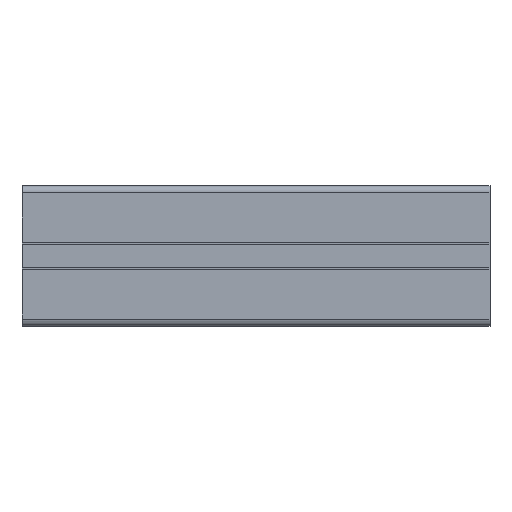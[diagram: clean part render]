
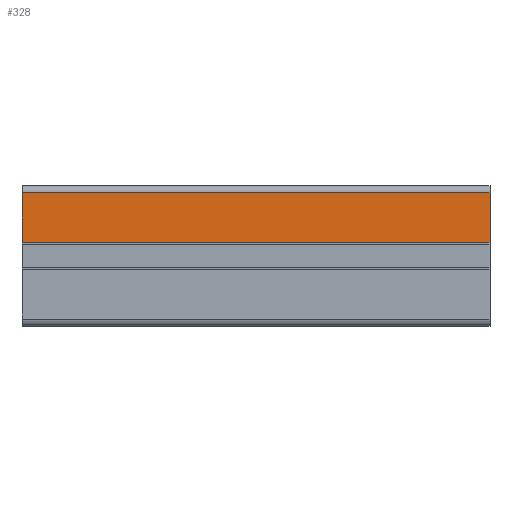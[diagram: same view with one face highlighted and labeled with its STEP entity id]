
A CAD part, top view. The second image highlights one B-rep face of the part: STEP entity #328.
In plain terms, the highlighted planar face has unit normal (0, 0, 1).
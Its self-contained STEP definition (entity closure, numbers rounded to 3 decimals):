
#175 = EDGE_LOOP ( 'NONE', ( #1863, #1850, #1826, #1827 ) ) ;
#328 = ADVANCED_FACE ( 'NONE', ( #2063 ), #1542, .T. ) ;
#739 = VERTEX_POINT ( 'NONE', #3932 ) ;
#740 = VERTEX_POINT ( 'NONE', #3931 ) ;
#758 = VERTEX_POINT ( 'NONE', #3916 ) ;
#762 = VERTEX_POINT ( 'NONE', #3912 ) ;
#1541 = CARTESIAN_POINT ( 'NONE',  ( -284.853, 27., 30. ) ) ;
#1542 = PLANE ( 'NONE',  #2833 ) ;
#1544 = DIRECTION ( 'NONE',  ( 0., 0., 1. ) ) ;
#1545 = DIRECTION ( 'NONE',  ( 0., -1., 0. ) ) ;
#1826 = ORIENTED_EDGE ( 'NONE', *, *, #2364, .F. ) ;
#1827 = ORIENTED_EDGE ( 'NONE', *, *, #2298, .F. ) ;
#1850 = ORIENTED_EDGE ( 'NONE', *, *, #2353, .T. ) ;
#1863 = ORIENTED_EDGE ( 'NONE', *, *, #2363, .F. ) ;
#2063 = FACE_OUTER_BOUND ( 'NONE', #175, .T. ) ;
#2164 = LINE ( 'NONE', #4103, #2165 ) ;
#2165 = VECTOR ( 'NONE', #4104, 1000. ) ;
#2298 = EDGE_CURVE ( 'NONE', #762, #758, #2164, .T. ) ;
#2353 = EDGE_CURVE ( 'NONE', #739, #740, #2915, .T. ) ;
#2363 = EDGE_CURVE ( 'NONE', #739, #762, #2928, .T. ) ;
#2364 = EDGE_CURVE ( 'NONE', #758, #740, #2942, .T. ) ;
#2833 = AXIS2_PLACEMENT_3D ( 'NONE', #1541, #1544, #1545 ) ;
#2911 = VECTOR ( 'NONE', #4217, 1000. ) ;
#2915 = LINE ( 'NONE', #4216, #2911 ) ;
#2928 = LINE ( 'NONE', #4233, #2940 ) ;
#2940 = VECTOR ( 'NONE', #4238, 1000. ) ;
#2942 = LINE ( 'NONE', #4239, #2943 ) ;
#2943 = VECTOR ( 'NONE', #4240, 1000. ) ;
#3912 = CARTESIAN_POINT ( 'NONE',  ( -200., 27., 30. ) ) ;
#3916 = CARTESIAN_POINT ( 'NONE',  ( 0., 27., 30. ) ) ;
#3931 = CARTESIAN_POINT ( 'NONE',  ( 0., 5.8, 30. ) ) ;
#3932 = CARTESIAN_POINT ( 'NONE',  ( -200., 5.8, 30. ) ) ;
#4103 = CARTESIAN_POINT ( 'NONE',  ( -284.853, 27., 30. ) ) ;
#4104 = DIRECTION ( 'NONE',  ( 1., 0., 0. ) ) ;
#4216 = CARTESIAN_POINT ( 'NONE',  ( -284.853, 5.8, 30. ) ) ;
#4217 = DIRECTION ( 'NONE',  ( 1., 0., 0. ) ) ;
#4233 = CARTESIAN_POINT ( 'NONE',  ( -200., 27., 30. ) ) ;
#4238 = DIRECTION ( 'NONE',  ( 0., 1., 0. ) ) ;
#4239 = CARTESIAN_POINT ( 'NONE',  ( 0., 27., 30. ) ) ;
#4240 = DIRECTION ( 'NONE',  ( 0., -1., 0. ) ) ;
